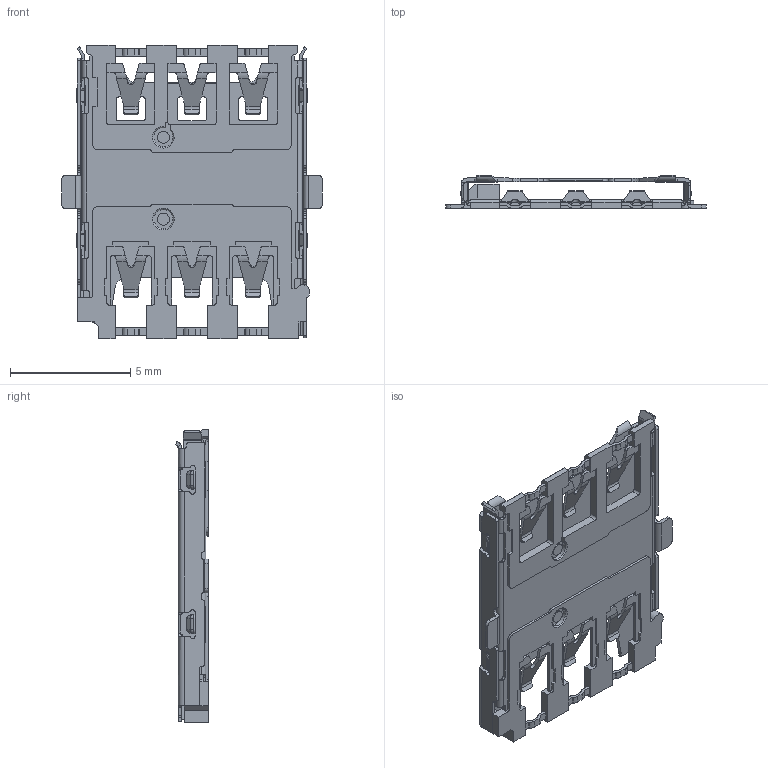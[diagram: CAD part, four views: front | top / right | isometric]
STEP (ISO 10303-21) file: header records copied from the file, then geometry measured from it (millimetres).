
FILE_DESCRIPTION(/* description */ ('STEP AP214'),/* implementation_level */ '2;1');
FILE_NAME(/* name */ 'SIM8051-6-0-14-00-A',/* time_stamp */ '2023-01-23T10:40:08+01:00',/* author */ ('License CC BY-ND 4.0'),/* organization */ ('CADENAS'),/* preprocessor_version */ 'ST-DEVELOPER v18.102',/* originating_system */ 'PARTsolutions',/* authorisation */ ' ');
FILE_SCHEMA (('AP242_MANAGED_MODEL_BASED_3D_ENGINEERING_MIM_LF { 1 0 10303 442 1 1 4 }','AUTOMOTIVE_DESIGN {1 0 10303 214 3 1 1}'));
Length unit declared in the file: millimetre
Products named in the file (2): SIM8051-6-0-14-00-A; SIM8051-6-0-14-00-A_PART1
Assembly tree (1 placements, depth 2):
  SIM8051-6-0-14-00-A
    SIM8051-6-0-14-00-A_PART1
Bounding box: 10.84 x 1.35 x 12.2 mm (x, y, z)
Volume: 37.8 mm3; surface area: 463.7 mm2
Topology: 1 solids, 1 shells, 984 faces, 2777 edges, 1756 vertices
Faces by surface type: plane 568, cylinder 352, bspline 62, cone 2
Full cylindrical faces by diameter (mm): 0.5 x2, 0.8 x1
Entity records: 40023 total; most frequent: CARTESIAN_POINT 7620, ORIENTED_EDGE 5530, DIRECTION 5144, EDGE_CURVE 2765, LINE 1960, VECTOR 1960, VERTEX_POINT 1756, AXIS2_PLACEMENT_3D 1592
